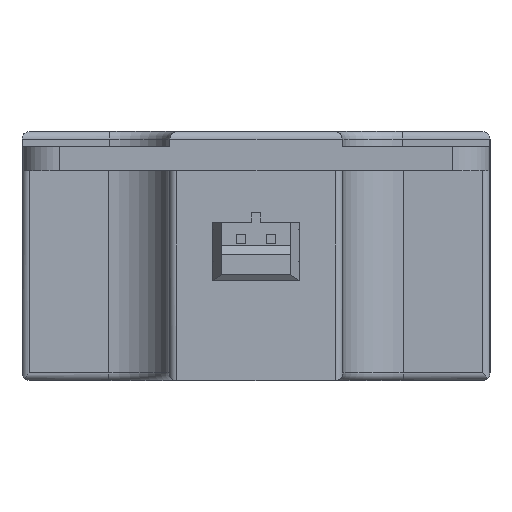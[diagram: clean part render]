
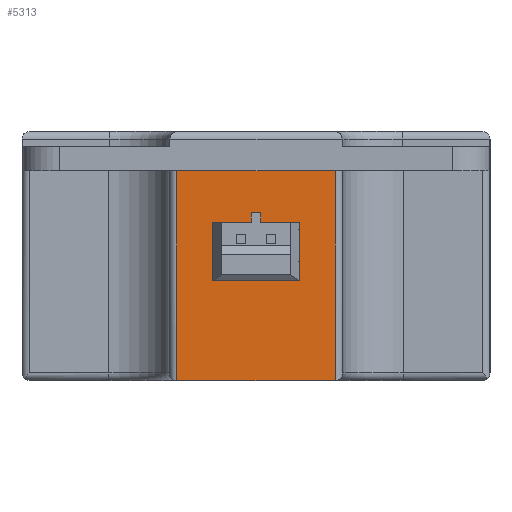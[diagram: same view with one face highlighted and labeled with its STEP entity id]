
A CAD part, left-side view. The second image highlights one B-rep face of the part: STEP entity #5313.
In plain terms, the highlighted planar face has unit normal (-1, 0, 0).
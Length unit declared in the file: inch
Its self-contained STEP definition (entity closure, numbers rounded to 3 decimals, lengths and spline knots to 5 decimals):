
#147 = EDGE_LOOP ( 'NONE', ( #7325, #482 ) ) ;
#388 = DIRECTION ( 'NONE',  ( 0., 0., -1. ) ) ;
#482 = ORIENTED_EDGE ( 'NONE', *, *, #12146, .F. ) ;
#529 = DIRECTION ( 'NONE',  ( 0., 0., -1. ) ) ;
#1562 = FACE_BOUND ( 'NONE', #147, .T. ) ;
#2300 = DIRECTION ( 'NONE',  ( 0., 1., 0. ) ) ;
#2398 = DIRECTION ( 'NONE',  ( 0., 0., 1. ) ) ;
#2791 = EDGE_CURVE ( 'NONE', #6205, #11163, #6209, .T. ) ;
#2985 = VERTEX_POINT ( 'NONE', #8826 ) ;
#3215 = EDGE_CURVE ( 'NONE', #8055, #6366, #5959, .T. ) ;
#3367 = CIRCLE ( 'NONE', #4632, 0.01181 ) ;
#3438 = DIRECTION ( 'NONE',  ( -1., 0., 0. ) ) ;
#3929 = CARTESIAN_POINT ( 'NONE',  ( 0.07874, 0.81693, -0.31496 ) ) ;
#3969 = ORIENTED_EDGE ( 'NONE', *, *, #4578, .T. ) ;
#4056 = DIRECTION ( 'NONE',  ( 0., 0., 1. ) ) ;
#4097 = LINE ( 'NONE', #6557, #9241 ) ;
#4102 = PLANE ( 'NONE',  #7402 ) ;
#4217 = ORIENTED_EDGE ( 'NONE', *, *, #2791, .T. ) ;
#4309 = DIRECTION ( 'NONE',  ( -1., 0., 0. ) ) ;
#4442 = ORIENTED_EDGE ( 'NONE', *, *, #8652, .T. ) ;
#4486 = CARTESIAN_POINT ( 'NONE',  ( 0.07874, 0.40354, 0.23228 ) ) ;
#4578 = EDGE_CURVE ( 'NONE', #5908, #6205, #4777, .T. ) ;
#4632 = AXIS2_PLACEMENT_3D ( 'NONE', #8336, #4309, #2300 ) ;
#4703 = ORIENTED_EDGE ( 'NONE', *, *, #9389, .F. ) ;
#4777 = LINE ( 'NONE', #9613, #7005 ) ;
#5017 = DIRECTION ( 'NONE',  ( 0., 1., 0. ) ) ;
#5313 = ADVANCED_FACE ( 'NONE', ( #6561, #1562, #14971 ), #4102, .T. ) ;
#5337 = EDGE_CURVE ( 'NONE', #9991, #2985, #3367, .T. ) ;
#5575 = CARTESIAN_POINT ( 'NONE',  ( 0.07874, 0.64961, 0.0498 ) ) ;
#5908 = VERTEX_POINT ( 'NONE', #8845 ) ;
#5959 = CIRCLE ( 'NONE', #13064, 0.01181 ) ;
#6205 = VERTEX_POINT ( 'NONE', #4486 ) ;
#6209 = LINE ( 'NONE', #14539, #8996 ) ;
#6366 = VERTEX_POINT ( 'NONE', #8520 ) ;
#6407 = CARTESIAN_POINT ( 'NONE',  ( 0.07874, 0.83661, -0.18504 ) ) ;
#6557 = CARTESIAN_POINT ( 'NONE',  ( 0.07874, 0.81693, -0.18504 ) ) ;
#6561 = FACE_BOUND ( 'NONE', #10249, .T. ) ;
#7005 = VECTOR ( 'NONE', #2398, 39.37008 ) ;
#7325 = ORIENTED_EDGE ( 'NONE', *, *, #5337, .F. ) ;
#7402 = AXIS2_PLACEMENT_3D ( 'NONE', #6407, #11240, #388 ) ;
#7736 = CARTESIAN_POINT ( 'NONE',  ( 0.07874, 0.57087, 0.03799 ) ) ;
#8055 = VERTEX_POINT ( 'NONE', #10643 ) ;
#8336 = CARTESIAN_POINT ( 'NONE',  ( 0.07874, 0.64961, 0.03799 ) ) ;
#8409 = CIRCLE ( 'NONE', #10431, 0.01181 ) ;
#8419 = DIRECTION ( 'NONE',  ( 0., 1., 0. ) ) ;
#8520 = CARTESIAN_POINT ( 'NONE',  ( 0.07874, 0.57087, 0.02618 ) ) ;
#8647 = VECTOR ( 'NONE', #14681, 39.37008 ) ;
#8652 = EDGE_CURVE ( 'NONE', #11163, #9485, #4097, .T. ) ;
#8826 = CARTESIAN_POINT ( 'NONE',  ( 0.07874, 0.64961, 0.02618 ) ) ;
#8845 = CARTESIAN_POINT ( 'NONE',  ( 0.07874, 0.40354, -0.31496 ) ) ;
#8848 = DIRECTION ( 'NONE',  ( 0., 0., 1. ) ) ;
#8996 = VECTOR ( 'NONE', #5017, 39.37008 ) ;
#9241 = VECTOR ( 'NONE', #529, 39.37008 ) ;
#9389 = EDGE_CURVE ( 'NONE', #6366, #8055, #13300, .T. ) ;
#9485 = VERTEX_POINT ( 'NONE', #3929 ) ;
#9613 = CARTESIAN_POINT ( 'NONE',  ( 0.07874, 0.40354, -0.18504 ) ) ;
#9846 = CARTESIAN_POINT ( 'NONE',  ( 0.07874, 0.61024, -0.31496 ) ) ;
#9991 = VERTEX_POINT ( 'NONE', #5575 ) ;
#10249 = EDGE_LOOP ( 'NONE', ( #13773, #4703 ) ) ;
#10431 = AXIS2_PLACEMENT_3D ( 'NONE', #13030, #3438, #8419 ) ;
#10643 = CARTESIAN_POINT ( 'NONE',  ( 0.07874, 0.57087, 0.0498 ) ) ;
#11040 = LINE ( 'NONE', #9846, #8647 ) ;
#11163 = VERTEX_POINT ( 'NONE', #14205 ) ;
#11240 = DIRECTION ( 'NONE',  ( -1., 0., 0. ) ) ;
#11374 = DIRECTION ( 'NONE',  ( -1., 0., 0. ) ) ;
#11522 = CARTESIAN_POINT ( 'NONE',  ( 0.07874, 0.57087, 0.03799 ) ) ;
#11631 = EDGE_CURVE ( 'NONE', #5908, #9485, #11040, .T. ) ;
#12031 = AXIS2_PLACEMENT_3D ( 'NONE', #7736, #11374, #8848 ) ;
#12146 = EDGE_CURVE ( 'NONE', #2985, #9991, #8409, .T. ) ;
#12789 = DIRECTION ( 'NONE',  ( -1., 0., 0. ) ) ;
#13030 = CARTESIAN_POINT ( 'NONE',  ( 0.07874, 0.64961, 0.03799 ) ) ;
#13064 = AXIS2_PLACEMENT_3D ( 'NONE', #11522, #12789, #4056 ) ;
#13300 = CIRCLE ( 'NONE', #12031, 0.01181 ) ;
#13773 = ORIENTED_EDGE ( 'NONE', *, *, #3215, .F. ) ;
#13801 = ORIENTED_EDGE ( 'NONE', *, *, #11631, .F. ) ;
#14205 = CARTESIAN_POINT ( 'NONE',  ( 0.07874, 0.81693, 0.23228 ) ) ;
#14539 = CARTESIAN_POINT ( 'NONE',  ( 0.07874, 0.38386, 0.23228 ) ) ;
#14546 = EDGE_LOOP ( 'NONE', ( #4217, #4442, #13801, #3969 ) ) ;
#14681 = DIRECTION ( 'NONE',  ( 0., 1., 0. ) ) ;
#14971 = FACE_OUTER_BOUND ( 'NONE', #14546, .T. ) ;
